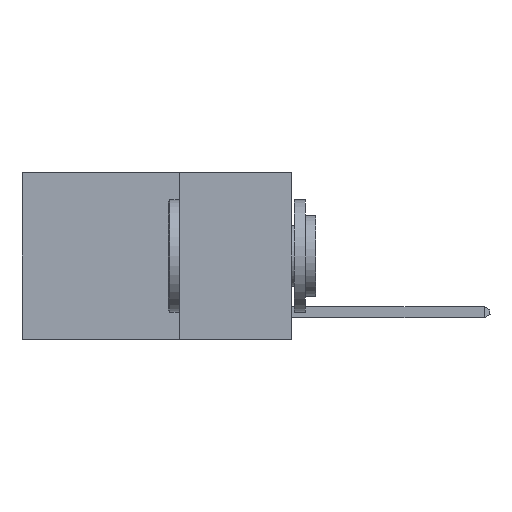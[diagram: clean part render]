
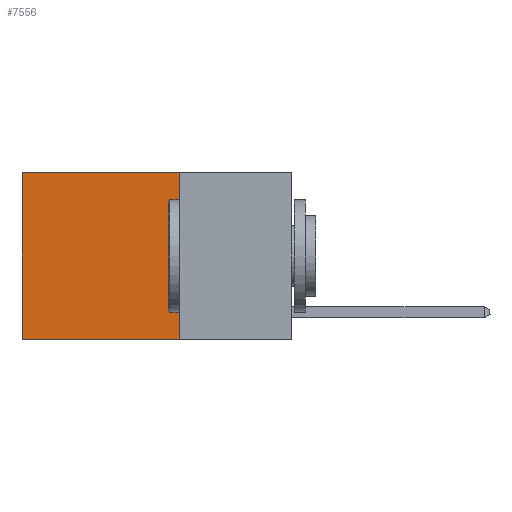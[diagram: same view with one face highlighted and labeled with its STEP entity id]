
A CAD part, left-side view. The second image highlights one B-rep face of the part: STEP entity #7556.
In plain terms, the highlighted planar face has unit normal (-1, 0, 0).
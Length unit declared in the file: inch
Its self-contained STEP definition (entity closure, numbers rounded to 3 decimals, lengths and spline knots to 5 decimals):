
#1981 = VECTOR ( 'NONE', #6647, 39.37008 ) ;
#4246 = VERTEX_POINT ( 'NONE', #7253 ) ;
#6647 = DIRECTION ( 'NONE',  ( 0., 0., -1. ) ) ;
#6669 = VECTOR ( 'NONE', #23488, 39.37008 ) ;
#7253 = CARTESIAN_POINT ( 'NONE',  ( 0.2625, 0.25, 0. ) ) ;
#7556 = ADVANCED_FACE ( 'NONE', ( #14830 ), #16751, .F. ) ;
#8012 = CARTESIAN_POINT ( 'NONE',  ( 0.2625, 0.25, -0.37 ) ) ;
#8490 = CARTESIAN_POINT ( 'NONE',  ( 0.2625, 0.25, -0.37 ) ) ;
#8716 = LINE ( 'NONE', #24468, #1981 ) ;
#9406 = CARTESIAN_POINT ( 'NONE',  ( 0.2625, 0.25, 0. ) ) ;
#10667 = ORIENTED_EDGE ( 'NONE', *, *, #27132, .F. ) ;
#10984 = CARTESIAN_POINT ( 'NONE',  ( 0.2625, 0.6, 0. ) ) ;
#11919 = EDGE_CURVE ( 'NONE', #23944, #12798, #26903, .T. ) ;
#12798 = VERTEX_POINT ( 'NONE', #24873 ) ;
#14046 = ORIENTED_EDGE ( 'NONE', *, *, #26434, .F. ) ;
#14221 = EDGE_CURVE ( 'NONE', #4246, #23944, #20896, .T. ) ;
#14830 = FACE_OUTER_BOUND ( 'NONE', #27681, .T. ) ;
#16751 = PLANE ( 'NONE',  #24991 ) ;
#18919 = LINE ( 'NONE', #8012, #6669 ) ;
#18930 = VERTEX_POINT ( 'NONE', #8490 ) ;
#19090 = DIRECTION ( 'NONE',  ( 0., 0., -1. ) ) ;
#20896 = LINE ( 'NONE', #9406, #25081 ) ;
#22732 = ORIENTED_EDGE ( 'NONE', *, *, #14221, .T. ) ;
#22815 = DIRECTION ( 'NONE',  ( 0., 1., 0. ) ) ;
#23488 = DIRECTION ( 'NONE',  ( 0., 1., 0. ) ) ;
#23517 = DIRECTION ( 'NONE',  ( 1., 0., 0. ) ) ;
#23944 = VERTEX_POINT ( 'NONE', #27586 ) ;
#24027 = VECTOR ( 'NONE', #26751, 39.37008 ) ;
#24468 = CARTESIAN_POINT ( 'NONE',  ( 0.2625, 0.25, 0. ) ) ;
#24873 = CARTESIAN_POINT ( 'NONE',  ( 0.2625, 0.6, -0.37 ) ) ;
#24991 = AXIS2_PLACEMENT_3D ( 'NONE', #25746, #23517, #19090 ) ;
#25081 = VECTOR ( 'NONE', #22815, 39.37008 ) ;
#25746 = CARTESIAN_POINT ( 'NONE',  ( 0.2625, 0.25, 0. ) ) ;
#26434 = EDGE_CURVE ( 'NONE', #18930, #12798, #18919, .T. ) ;
#26751 = DIRECTION ( 'NONE',  ( 0., 0., -1. ) ) ;
#26903 = LINE ( 'NONE', #10984, #24027 ) ;
#27024 = ORIENTED_EDGE ( 'NONE', *, *, #11919, .T. ) ;
#27132 = EDGE_CURVE ( 'NONE', #4246, #18930, #8716, .T. ) ;
#27586 = CARTESIAN_POINT ( 'NONE',  ( 0.2625, 0.6, 0. ) ) ;
#27681 = EDGE_LOOP ( 'NONE', ( #27024, #14046, #10667, #22732 ) ) ;
